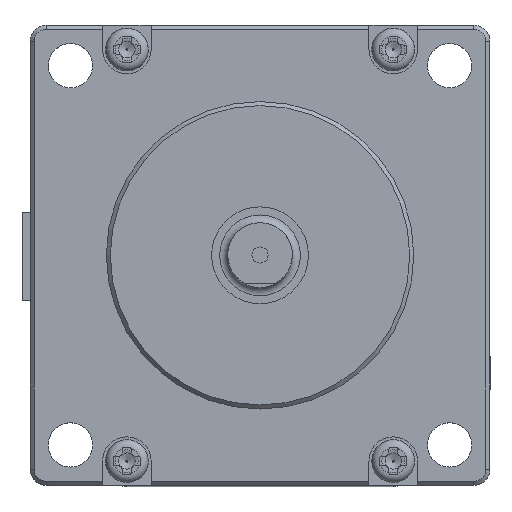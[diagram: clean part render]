
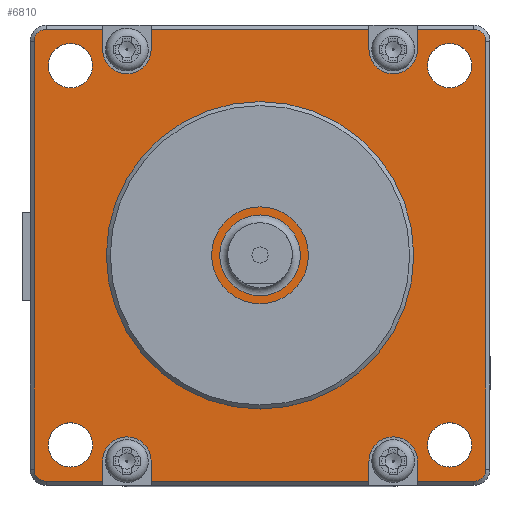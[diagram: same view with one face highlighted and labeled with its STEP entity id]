
A CAD part, top view. The second image highlights one B-rep face of the part: STEP entity #6810.
In plain terms, the highlighted face is planar.
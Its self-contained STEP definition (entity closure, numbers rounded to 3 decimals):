
#727=FACE_BOUND('',#1502,.T.);
#728=FACE_BOUND('',#1503,.T.);
#729=FACE_BOUND('',#1504,.T.);
#730=FACE_BOUND('',#1505,.T.);
#731=FACE_BOUND('',#1506,.T.);
#854=CIRCLE('',#7416,1.5);
#855=CIRCLE('',#7417,1.5);
#856=CIRCLE('',#7418,3.);
#857=CIRCLE('',#7419,3.);
#858=CIRCLE('',#7420,1.5);
#859=CIRCLE('',#7421,1.5);
#860=CIRCLE('',#7422,3.);
#861=CIRCLE('',#7423,3.);
#862=CIRCLE('',#7424,5.);
#863=CIRCLE('',#7425,2.75);
#864=CIRCLE('',#7426,2.75);
#865=CIRCLE('',#7427,2.75);
#866=CIRCLE('',#7428,2.75);
#1079=FACE_OUTER_BOUND('',#1501,.T.);
#1501=EDGE_LOOP('',(#5073,#5074,#5075,#5076,#5077,#5078,#5079,#5080,#5081,
#5082,#5083,#5084,#5085,#5086,#5087,#5088,#5089,#5090,#5091,#5092,#5093,
#5094,#5095,#5096));
#1502=EDGE_LOOP('',(#5097));
#1503=EDGE_LOOP('',(#5098));
#1504=EDGE_LOOP('',(#5099));
#1505=EDGE_LOOP('',(#5100));
#1506=EDGE_LOOP('',(#5101));
#1998=LINE('',#9770,#2526);
#1999=LINE('',#9772,#2527);
#2000=LINE('',#9776,#2528);
#2001=LINE('',#9780,#2529);
#2002=LINE('',#9782,#2530);
#2003=LINE('',#9786,#2531);
#2004=LINE('',#9788,#2532);
#2005=LINE('',#9790,#2533);
#2006=LINE('',#9794,#2534);
#2007=LINE('',#9796,#2535);
#2008=LINE('',#9800,#2536);
#2009=LINE('',#9804,#2537);
#2010=LINE('',#9806,#2538);
#2011=LINE('',#9810,#2539);
#2012=LINE('',#9812,#2540);
#2013=LINE('',#9814,#2541);
#2526=VECTOR('',#8287,1000.);
#2527=VECTOR('',#8288,1000.);
#2528=VECTOR('',#8291,1000.);
#2529=VECTOR('',#8294,1000.);
#2530=VECTOR('',#8295,1000.);
#2531=VECTOR('',#8298,1000.);
#2532=VECTOR('',#8299,1000.);
#2533=VECTOR('',#8300,1000.);
#2534=VECTOR('',#8303,1000.);
#2535=VECTOR('',#8304,1000.);
#2536=VECTOR('',#8307,1000.);
#2537=VECTOR('',#8310,1000.);
#2538=VECTOR('',#8311,1000.);
#2539=VECTOR('',#8314,1000.);
#2540=VECTOR('',#8315,1000.);
#2541=VECTOR('',#8316,1000.);
#3060=VERTEX_POINT('',#9768);
#3061=VERTEX_POINT('',#9769);
#3062=VERTEX_POINT('',#9771);
#3063=VERTEX_POINT('',#9773);
#3064=VERTEX_POINT('',#9775);
#3065=VERTEX_POINT('',#9777);
#3066=VERTEX_POINT('',#9779);
#3067=VERTEX_POINT('',#9781);
#3068=VERTEX_POINT('',#9783);
#3069=VERTEX_POINT('',#9785);
#3070=VERTEX_POINT('',#9787);
#3071=VERTEX_POINT('',#9789);
#3072=VERTEX_POINT('',#9791);
#3073=VERTEX_POINT('',#9793);
#3074=VERTEX_POINT('',#9795);
#3075=VERTEX_POINT('',#9797);
#3076=VERTEX_POINT('',#9799);
#3077=VERTEX_POINT('',#9801);
#3078=VERTEX_POINT('',#9803);
#3079=VERTEX_POINT('',#9805);
#3080=VERTEX_POINT('',#9807);
#3081=VERTEX_POINT('',#9809);
#3082=VERTEX_POINT('',#9811);
#3083=VERTEX_POINT('',#9813);
#3084=VERTEX_POINT('',#9816);
#3085=VERTEX_POINT('',#9818);
#3086=VERTEX_POINT('',#9820);
#3087=VERTEX_POINT('',#9822);
#3088=VERTEX_POINT('',#9824);
#3786=EDGE_CURVE('',#3060,#3061,#1998,.T.);
#3787=EDGE_CURVE('',#3060,#3062,#1999,.T.);
#3788=EDGE_CURVE('',#3062,#3063,#854,.F.);
#3789=EDGE_CURVE('',#3063,#3064,#2000,.T.);
#3790=EDGE_CURVE('',#3064,#3065,#855,.F.);
#3791=EDGE_CURVE('',#3065,#3066,#2001,.T.);
#3792=EDGE_CURVE('',#3067,#3066,#2002,.T.);
#3793=EDGE_CURVE('',#3068,#3067,#856,.T.);
#3794=EDGE_CURVE('',#3069,#3068,#2003,.T.);
#3795=EDGE_CURVE('',#3069,#3070,#2004,.T.);
#3796=EDGE_CURVE('',#3071,#3070,#2005,.T.);
#3797=EDGE_CURVE('',#3072,#3071,#857,.T.);
#3798=EDGE_CURVE('',#3073,#3072,#2006,.T.);
#3799=EDGE_CURVE('',#3073,#3074,#2007,.T.);
#3800=EDGE_CURVE('',#3074,#3075,#858,.F.);
#3801=EDGE_CURVE('',#3075,#3076,#2008,.T.);
#3802=EDGE_CURVE('',#3076,#3077,#859,.F.);
#3803=EDGE_CURVE('',#3077,#3078,#2009,.T.);
#3804=EDGE_CURVE('',#3079,#3078,#2010,.T.);
#3805=EDGE_CURVE('',#3080,#3079,#860,.T.);
#3806=EDGE_CURVE('',#3081,#3080,#2011,.T.);
#3807=EDGE_CURVE('',#3081,#3082,#2012,.T.);
#3808=EDGE_CURVE('',#3083,#3082,#2013,.T.);
#3809=EDGE_CURVE('',#3061,#3083,#861,.T.);
#3810=EDGE_CURVE('',#3084,#3084,#862,.T.);
#3811=EDGE_CURVE('',#3085,#3085,#863,.T.);
#3812=EDGE_CURVE('',#3086,#3086,#864,.T.);
#3813=EDGE_CURVE('',#3087,#3087,#865,.T.);
#3814=EDGE_CURVE('',#3088,#3088,#866,.T.);
#5073=ORIENTED_EDGE('',*,*,#3786,.F.);
#5074=ORIENTED_EDGE('',*,*,#3787,.T.);
#5075=ORIENTED_EDGE('',*,*,#3788,.T.);
#5076=ORIENTED_EDGE('',*,*,#3789,.T.);
#5077=ORIENTED_EDGE('',*,*,#3790,.T.);
#5078=ORIENTED_EDGE('',*,*,#3791,.T.);
#5079=ORIENTED_EDGE('',*,*,#3792,.F.);
#5080=ORIENTED_EDGE('',*,*,#3793,.F.);
#5081=ORIENTED_EDGE('',*,*,#3794,.F.);
#5082=ORIENTED_EDGE('',*,*,#3795,.T.);
#5083=ORIENTED_EDGE('',*,*,#3796,.F.);
#5084=ORIENTED_EDGE('',*,*,#3797,.F.);
#5085=ORIENTED_EDGE('',*,*,#3798,.F.);
#5086=ORIENTED_EDGE('',*,*,#3799,.T.);
#5087=ORIENTED_EDGE('',*,*,#3800,.T.);
#5088=ORIENTED_EDGE('',*,*,#3801,.T.);
#5089=ORIENTED_EDGE('',*,*,#3802,.T.);
#5090=ORIENTED_EDGE('',*,*,#3803,.T.);
#5091=ORIENTED_EDGE('',*,*,#3804,.F.);
#5092=ORIENTED_EDGE('',*,*,#3805,.F.);
#5093=ORIENTED_EDGE('',*,*,#3806,.F.);
#5094=ORIENTED_EDGE('',*,*,#3807,.T.);
#5095=ORIENTED_EDGE('',*,*,#3808,.F.);
#5096=ORIENTED_EDGE('',*,*,#3809,.F.);
#5097=ORIENTED_EDGE('',*,*,#3810,.F.);
#5098=ORIENTED_EDGE('',*,*,#3811,.F.);
#5099=ORIENTED_EDGE('',*,*,#3812,.F.);
#5100=ORIENTED_EDGE('',*,*,#3813,.F.);
#5101=ORIENTED_EDGE('',*,*,#3814,.F.);
#6637=PLANE('',#7415);
#6810=ADVANCED_FACE('',(#1079,#727,#728,#729,#730,#731),#6637,.F.);
#7415=AXIS2_PLACEMENT_3D('',#9767,#8285,#8286);
#7416=AXIS2_PLACEMENT_3D('',#9774,#8289,#8290);
#7417=AXIS2_PLACEMENT_3D('',#9778,#8292,#8293);
#7418=AXIS2_PLACEMENT_3D('',#9784,#8296,#8297);
#7419=AXIS2_PLACEMENT_3D('',#9792,#8301,#8302);
#7420=AXIS2_PLACEMENT_3D('',#9798,#8305,#8306);
#7421=AXIS2_PLACEMENT_3D('',#9802,#8308,#8309);
#7422=AXIS2_PLACEMENT_3D('',#9808,#8312,#8313);
#7423=AXIS2_PLACEMENT_3D('',#9815,#8317,#8318);
#7424=AXIS2_PLACEMENT_3D('',#9817,#8319,#8320);
#7425=AXIS2_PLACEMENT_3D('',#9819,#8321,#8322);
#7426=AXIS2_PLACEMENT_3D('',#9821,#8323,#8324);
#7427=AXIS2_PLACEMENT_3D('',#9823,#8325,#8326);
#7428=AXIS2_PLACEMENT_3D('',#9825,#8327,#8328);
#8285=DIRECTION('center_axis',(0.,0.,1.));
#8286=DIRECTION('ref_axis',(1.,0.,0.));
#8287=DIRECTION('',(0.,1.,0.));
#8288=DIRECTION('',(-1.,0.,0.));
#8289=DIRECTION('center_axis',(0.,0.,1.));
#8290=DIRECTION('ref_axis',(1.,0.,0.));
#8291=DIRECTION('',(0.,1.,0.));
#8292=DIRECTION('center_axis',(0.,0.,1.));
#8293=DIRECTION('ref_axis',(1.,0.,0.));
#8294=DIRECTION('',(1.,0.,0.));
#8295=DIRECTION('',(0.,1.,0.));
#8296=DIRECTION('center_axis',(0.,0.,-1.));
#8297=DIRECTION('ref_axis',(1.,0.,0.));
#8298=DIRECTION('',(0.,-1.,0.));
#8299=DIRECTION('',(1.,0.,0.));
#8300=DIRECTION('',(0.,1.,0.));
#8301=DIRECTION('center_axis',(0.,0.,-1.));
#8302=DIRECTION('ref_axis',(1.,0.,0.));
#8303=DIRECTION('',(0.,-1.,0.));
#8304=DIRECTION('',(1.,0.,0.));
#8305=DIRECTION('center_axis',(0.,0.,1.));
#8306=DIRECTION('ref_axis',(1.,0.,0.));
#8307=DIRECTION('',(0.,-1.,0.));
#8308=DIRECTION('center_axis',(0.,0.,1.));
#8309=DIRECTION('ref_axis',(1.,0.,0.));
#8310=DIRECTION('',(-1.,0.,0.));
#8311=DIRECTION('',(0.,-1.,0.));
#8312=DIRECTION('center_axis',(0.,0.,-1.));
#8313=DIRECTION('ref_axis',(-1.,0.,0.));
#8314=DIRECTION('',(0.,1.,0.));
#8315=DIRECTION('',(-1.,0.,0.));
#8316=DIRECTION('',(0.,-1.,0.));
#8317=DIRECTION('center_axis',(0.,0.,-1.));
#8318=DIRECTION('ref_axis',(-1.,0.,0.));
#8319=DIRECTION('center_axis',(0.,0.,-1.));
#8320=DIRECTION('ref_axis',(0.,1.,0.));
#8321=DIRECTION('center_axis',(0.,0.,-1.));
#8322=DIRECTION('ref_axis',(-1.,0.,0.));
#8323=DIRECTION('center_axis',(0.,0.,-1.));
#8324=DIRECTION('ref_axis',(-1.,0.,0.));
#8325=DIRECTION('center_axis',(0.,0.,-1.));
#8326=DIRECTION('ref_axis',(-1.,0.,0.));
#8327=DIRECTION('center_axis',(0.,0.,-1.));
#8328=DIRECTION('ref_axis',(-1.,0.,0.));
#9767=CARTESIAN_POINT('Origin',(0.,0.,0.));
#9768=CARTESIAN_POINT('',(-19.5,-28.,0.));
#9769=CARTESIAN_POINT('',(-19.5,-25.5,0.));
#9770=CARTESIAN_POINT('',(-19.5,-28.5,0.));
#9771=CARTESIAN_POINT('',(-26.5,-28.,0.));
#9772=CARTESIAN_POINT('',(0.,-28.,0.));
#9773=CARTESIAN_POINT('',(-28.,-26.5,0.));
#9774=CARTESIAN_POINT('Origin',(-26.5,-26.5,0.));
#9775=CARTESIAN_POINT('',(-28.,26.5,0.));
#9776=CARTESIAN_POINT('',(-28.,0.,0.));
#9777=CARTESIAN_POINT('',(-26.5,28.,0.));
#9778=CARTESIAN_POINT('Origin',(-26.5,26.5,0.));
#9779=CARTESIAN_POINT('',(-19.5,28.,0.));
#9780=CARTESIAN_POINT('',(0.,28.,0.));
#9781=CARTESIAN_POINT('',(-19.5,25.5,0.));
#9782=CARTESIAN_POINT('',(-19.5,25.5,0.));
#9783=CARTESIAN_POINT('',(-13.5,25.5,0.));
#9784=CARTESIAN_POINT('Origin',(-16.5,25.5,0.));
#9785=CARTESIAN_POINT('',(-13.5,28.,0.));
#9786=CARTESIAN_POINT('',(-13.5,28.5,0.));
#9787=CARTESIAN_POINT('',(13.5,28.,0.));
#9788=CARTESIAN_POINT('',(0.,28.,0.));
#9789=CARTESIAN_POINT('',(13.5,25.5,0.));
#9790=CARTESIAN_POINT('',(13.5,25.5,0.));
#9791=CARTESIAN_POINT('',(19.5,25.5,0.));
#9792=CARTESIAN_POINT('Origin',(16.5,25.5,0.));
#9793=CARTESIAN_POINT('',(19.5,28.,0.));
#9794=CARTESIAN_POINT('',(19.5,28.5,0.));
#9795=CARTESIAN_POINT('',(26.5,28.,0.));
#9796=CARTESIAN_POINT('',(0.,28.,0.));
#9797=CARTESIAN_POINT('',(28.,26.5,0.));
#9798=CARTESIAN_POINT('Origin',(26.5,26.5,0.));
#9799=CARTESIAN_POINT('',(28.,-26.5,0.));
#9800=CARTESIAN_POINT('',(28.,0.,0.));
#9801=CARTESIAN_POINT('',(26.5,-28.,0.));
#9802=CARTESIAN_POINT('Origin',(26.5,-26.5,0.));
#9803=CARTESIAN_POINT('',(19.5,-28.,0.));
#9804=CARTESIAN_POINT('',(0.,-28.,0.));
#9805=CARTESIAN_POINT('',(19.5,-25.5,0.));
#9806=CARTESIAN_POINT('',(19.5,-25.5,0.));
#9807=CARTESIAN_POINT('',(13.5,-25.5,0.));
#9808=CARTESIAN_POINT('Origin',(16.5,-25.5,0.));
#9809=CARTESIAN_POINT('',(13.5,-28.,0.));
#9810=CARTESIAN_POINT('',(13.5,-28.5,0.));
#9811=CARTESIAN_POINT('',(-13.5,-28.,0.));
#9812=CARTESIAN_POINT('',(0.,-28.,0.));
#9813=CARTESIAN_POINT('',(-13.5,-25.5,0.));
#9814=CARTESIAN_POINT('',(-13.5,-25.5,0.));
#9815=CARTESIAN_POINT('Origin',(-16.5,-25.5,0.));
#9816=CARTESIAN_POINT('',(5.,0.,0.));
#9817=CARTESIAN_POINT('Origin',(0.,0.,0.));
#9818=CARTESIAN_POINT('',(26.25,23.5,0.));
#9819=CARTESIAN_POINT('Origin',(23.5,23.5,0.));
#9820=CARTESIAN_POINT('',(-20.75,23.5,0.));
#9821=CARTESIAN_POINT('Origin',(-23.5,23.5,0.));
#9822=CARTESIAN_POINT('',(26.25,-23.5,0.));
#9823=CARTESIAN_POINT('Origin',(23.5,-23.5,0.));
#9824=CARTESIAN_POINT('',(-20.75,-23.5,0.));
#9825=CARTESIAN_POINT('Origin',(-23.5,-23.5,0.));
